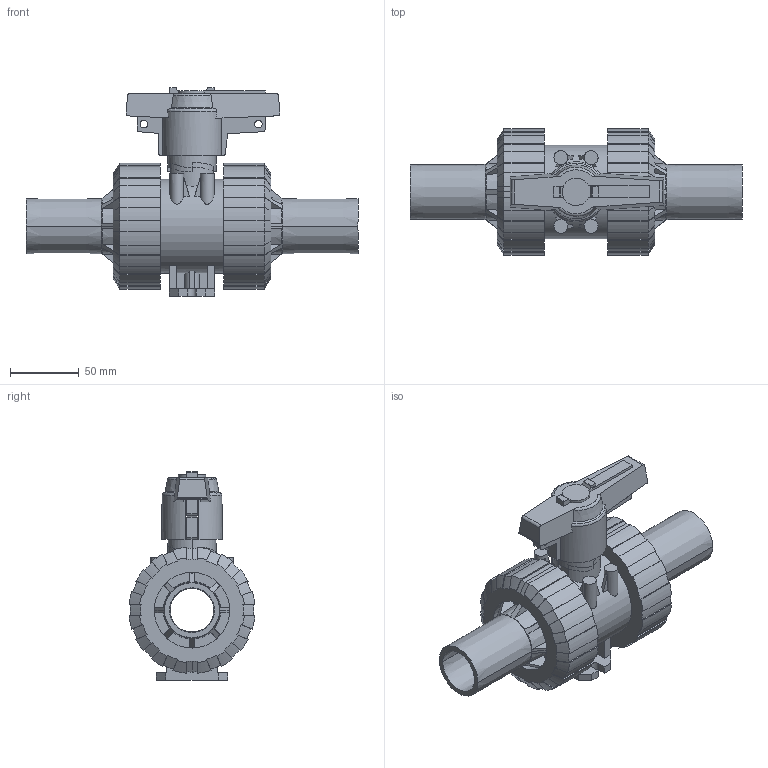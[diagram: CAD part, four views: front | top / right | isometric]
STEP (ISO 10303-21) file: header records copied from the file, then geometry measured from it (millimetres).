
FILE_DESCRIPTION(('STEP AP214'),'1');
FILE_NAME('cctmp_6CCC4873-8CCF-4D59-883A-D3A3B43B1784_2021_10_21_08_07_01_0562..stp','2021-10-21T06:07:01',('Praher Valves GmbH'),('CADClick - www.CADClick.com'),'Spatial InterOp 3D',' ','unknown authorization');
FILE_SCHEMA(('AUTOMOTIVE_DESIGN'));
Length unit declared in the file: millimetre
Products named in the file (7): cc_unnamed; 210560_5; 210560_4; 210560_3; 210560_2; 210560_1; 210560
Assembly tree (6 placements, depth 2):
  cc_unnamed
    210560_5
    210560_4
    210560_3
    210560_2
    210560_1
    210560
Bounding box: 241.5 x 91.65 x 151.77 mm (x, y, z)
Volume: 681006 mm3; surface area: 165631.8 mm2
Topology: 6 solids, 6 shells, 520 faces, 1488 edges, 986 vertices
Faces by surface type: plane 250, cone 136, cylinder 126, torus 8
Entity records: 22117 total; most frequent: CARTESIAN_POINT 4360, ORIENTED_EDGE 2976, DIRECTION 2758, EDGE_CURVE 1488, AXIS2_PLACEMENT_3D 1029, VERTEX_POINT 986, LINE 700, VECTOR 700
